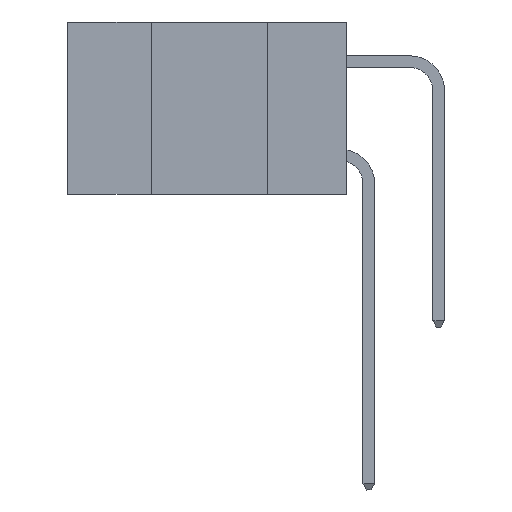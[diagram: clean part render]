
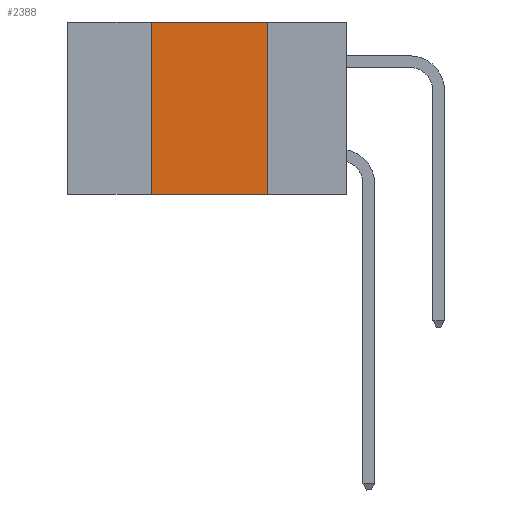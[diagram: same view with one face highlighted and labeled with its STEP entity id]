
A CAD part, left-side view. The second image highlights one B-rep face of the part: STEP entity #2388.
In plain terms, the highlighted planar face has unit normal (-1, 0, 0).
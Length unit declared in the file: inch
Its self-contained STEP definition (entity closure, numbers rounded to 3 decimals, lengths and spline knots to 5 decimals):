
#279 = CARTESIAN_POINT ( 'NONE',  ( 0., 0.17, -0.37 ) ) ;
#830 = VERTEX_POINT ( 'NONE', #279 ) ;
#1948 = VERTEX_POINT ( 'NONE', #8928 ) ;
#2143 = DIRECTION ( 'NONE',  ( 0., 0., 1. ) ) ;
#2388 = ADVANCED_FACE ( 'NONE', ( #10588 ), #6508, .F. ) ;
#2611 = VECTOR ( 'NONE', #2143, 39.37008 ) ;
#3064 = EDGE_CURVE ( 'NONE', #1948, #830, #6857, .T. ) ;
#3102 = DIRECTION ( 'NONE',  ( 0., 0., -1. ) ) ;
#3905 = EDGE_CURVE ( 'NONE', #8494, #6205, #7300, .T. ) ;
#4026 = DIRECTION ( 'NONE',  ( 0., -1., 0. ) ) ;
#4166 = ORIENTED_EDGE ( 'NONE', *, *, #10491, .F. ) ;
#4255 = CARTESIAN_POINT ( 'NONE',  ( 0., 0.6, 0. ) ) ;
#4269 = VECTOR ( 'NONE', #3102, 39.37008 ) ;
#5211 = EDGE_CURVE ( 'NONE', #1948, #8494, #8934, .T. ) ;
#5266 = VECTOR ( 'NONE', #4026, 39.37008 ) ;
#5433 = DIRECTION ( 'NONE',  ( 1., 0., 0. ) ) ;
#5547 = CARTESIAN_POINT ( 'NONE',  ( 0., 0.17, 0. ) ) ;
#6205 = VERTEX_POINT ( 'NONE', #5547 ) ;
#6225 = CARTESIAN_POINT ( 'NONE',  ( 0., 0.42, 0. ) ) ;
#6508 = PLANE ( 'NONE',  #8426 ) ;
#6857 = LINE ( 'NONE', #9625, #8905 ) ;
#7008 = CARTESIAN_POINT ( 'NONE',  ( 0., 0.17, 0. ) ) ;
#7300 = LINE ( 'NONE', #4255, #5266 ) ;
#7660 = EDGE_LOOP ( 'NONE', ( #4166, #8131, #10292, #9357 ) ) ;
#8131 = ORIENTED_EDGE ( 'NONE', *, *, #3905, .F. ) ;
#8426 = AXIS2_PLACEMENT_3D ( 'NONE', #9112, #5433, #8554 ) ;
#8494 = VERTEX_POINT ( 'NONE', #9899 ) ;
#8554 = DIRECTION ( 'NONE',  ( 0., 0., -1. ) ) ;
#8905 = VECTOR ( 'NONE', #9638, 39.37008 ) ;
#8928 = CARTESIAN_POINT ( 'NONE',  ( 0., 0.42, -0.37 ) ) ;
#8934 = LINE ( 'NONE', #6225, #2611 ) ;
#9112 = CARTESIAN_POINT ( 'NONE',  ( 0., 0.6, 0. ) ) ;
#9357 = ORIENTED_EDGE ( 'NONE', *, *, #3064, .T. ) ;
#9625 = CARTESIAN_POINT ( 'NONE',  ( 0., 0.6, -0.37 ) ) ;
#9638 = DIRECTION ( 'NONE',  ( 0., -1., 0. ) ) ;
#9899 = CARTESIAN_POINT ( 'NONE',  ( 0., 0.42, 0. ) ) ;
#10292 = ORIENTED_EDGE ( 'NONE', *, *, #5211, .F. ) ;
#10409 = LINE ( 'NONE', #7008, #4269 ) ;
#10491 = EDGE_CURVE ( 'NONE', #6205, #830, #10409, .T. ) ;
#10588 = FACE_OUTER_BOUND ( 'NONE', #7660, .T. ) ;
